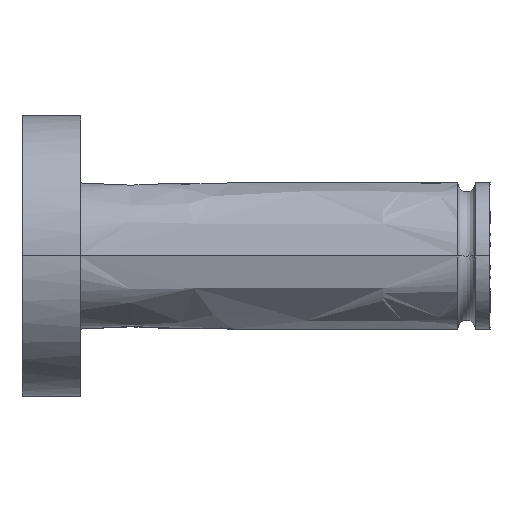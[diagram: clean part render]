
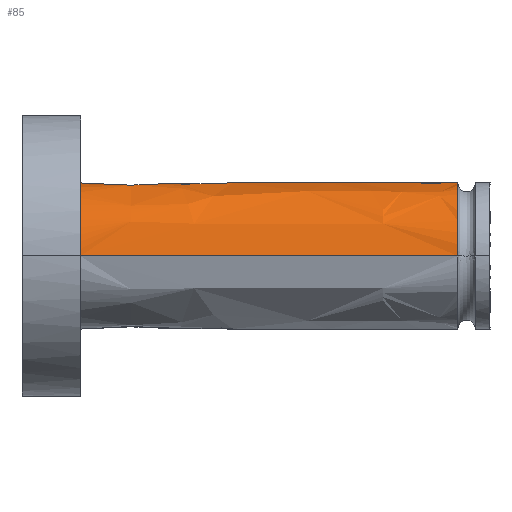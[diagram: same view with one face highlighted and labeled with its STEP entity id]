
A CAD part, left-side view. The second image highlights one B-rep face of the part: STEP entity #85.
In plain terms, the highlighted free-form (B-spline) face has degree [3, 1] with [4, 2] control points.
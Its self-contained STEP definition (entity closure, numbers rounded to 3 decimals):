
#13=(
BOUNDED_SURFACE()
B_SPLINE_SURFACE(3,1,((#947,#948),(#949,#950),(#951,#952),(#953,#954)),
 .UNSPECIFIED.,.F.,.F.,.F.)
B_SPLINE_SURFACE_WITH_KNOTS((4,4),(2,2),(0.,0.5),(0.,1.),
 .UNSPECIFIED.)
GEOMETRIC_REPRESENTATION_ITEM()
RATIONAL_B_SPLINE_SURFACE(((1.,1.),(0.333,0.333),
(0.333,0.333),(1.,1.)))
REPRESENTATION_ITEM('')
SURFACE()
);
#14=(
BOUNDED_SURFACE()
B_SPLINE_SURFACE(3,1,((#955,#956),(#957,#958),(#959,#960),(#961,#962)),
 .UNSPECIFIED.,.F.,.F.,.F.)
B_SPLINE_SURFACE_WITH_KNOTS((4,4),(2,2),(0.5,1.),(0.,1.),.UNSPECIFIED.)
GEOMETRIC_REPRESENTATION_ITEM()
RATIONAL_B_SPLINE_SURFACE(((1.,1.),(0.333,0.333),
(0.333,0.333),(1.,1.)))
REPRESENTATION_ITEM('')
SURFACE()
);
#85=ADVANCED_FACE('',(#111),#13,.T.);
#111=FACE_OUTER_BOUND('',#137,.T.);
#137=EDGE_LOOP('',(#169,#170,#171,#172,#173,#174));
#169=ORIENTED_EDGE('',*,*,#591,.T.);
#170=ORIENTED_EDGE('',*,*,#592,.T.);
#171=ORIENTED_EDGE('',*,*,#593,.T.);
#172=ORIENTED_EDGE('',*,*,#594,.T.);
#173=ORIENTED_EDGE('',*,*,#595,.T.);
#174=ORIENTED_EDGE('',*,*,#596,.T.);
#257=PCURVE('',#13,#345);
#258=PCURVE('',#13,#346);
#259=PCURVE('',#13,#347);
#260=PCURVE('',#13,#348);
#261=PCURVE('',#13,#349);
#262=PCURVE('',#13,#350);
#264=PCURVE('',#14,#352);
#266=PCURVE('',#14,#354);
#268=PCURVE('',#14,#356);
#345=DEFINITIONAL_REPRESENTATION('',(#433),#1818);
#346=DEFINITIONAL_REPRESENTATION('',(#435),#1818);
#347=DEFINITIONAL_REPRESENTATION('',(#436),#1818);
#348=DEFINITIONAL_REPRESENTATION('',(#437),#1818);
#349=DEFINITIONAL_REPRESENTATION('',(#438),#1818);
#350=DEFINITIONAL_REPRESENTATION('',(#439),#1818);
#352=DEFINITIONAL_REPRESENTATION('',(#441),#1818);
#354=DEFINITIONAL_REPRESENTATION('',(#443),#1818);
#356=DEFINITIONAL_REPRESENTATION('',(#446),#1818);
#433=B_SPLINE_CURVE_WITH_KNOTS('',1,(#971,#972),.UNSPECIFIED.,.F.,.F.,(2,
2),(0.,0.054),.UNSPECIFIED.);
#434=B_SPLINE_CURVE_WITH_KNOTS('',3,(#973,#974,#975,#976,#977,#978,#979,
#980,#981,#982),.UNSPECIFIED.,.F.,.F.,(4,2,2,2,4),(0.,0.125,0.25,0.375,
0.5),.UNSPECIFIED.);
#435=B_SPLINE_CURVE_WITH_KNOTS('',2,(#983,#984,#985,#986,#987,#988,#989,
#990,#991),.UNSPECIFIED.,.F.,.F.,(3,2,2,2,3),(0.,0.125,0.25,
0.375,0.5),.UNSPECIFIED.);
#436=B_SPLINE_CURVE_WITH_KNOTS('',1,(#994,#995),.UNSPECIFIED.,.F.,.F.,(2,
2),(0.24,1.),.UNSPECIFIED.);
#437=B_SPLINE_CURVE_WITH_KNOTS('',1,(#1000,#1001),.UNSPECIFIED.,.F.,.F.,
(2,2),(-0.5,0.),.UNSPECIFIED.);
#438=B_SPLINE_CURVE_WITH_KNOTS('',1,(#1004,#1005),.UNSPECIFIED.,.F.,.F.,
(2,2),(-1.,0.),.UNSPECIFIED.);
#439=B_SPLINE_CURVE_WITH_KNOTS('',1,(#1010,#1011),.UNSPECIFIED.,.F.,.F.,
(2,2),(0.,0.5),.UNSPECIFIED.);
#441=B_SPLINE_CURVE_WITH_KNOTS('',1,(#1018,#1019),.UNSPECIFIED.,.F.,.F.,
(2,2),(-1.,0.),.UNSPECIFIED.);
#443=B_SPLINE_CURVE_WITH_KNOTS('',1,(#1026,#1027),.UNSPECIFIED.,.F.,.F.,
(2,2),(0.24,1.),.UNSPECIFIED.);
#446=B_SPLINE_CURVE_WITH_KNOTS('',1,(#1051,#1052),.UNSPECIFIED.,.F.,.F.,
(2,2),(0.,0.054),.UNSPECIFIED.);
#523=SURFACE_CURVE('',#659,(#257,#268),.PCURVE_S1.);
#524=SURFACE_CURVE('',#434,(#258),.PCURVE_S1.);
#525=SURFACE_CURVE('',#660,(#259,#266),.PCURVE_S1.);
#526=SURFACE_CURVE('',#661,(#260),.PCURVE_S1.);
#527=SURFACE_CURVE('',#662,(#261,#264),.PCURVE_S1.);
#528=SURFACE_CURVE('',#663,(#262),.PCURVE_S1.);
#591=EDGE_CURVE('',#724,#723,#523,.T.);
#592=EDGE_CURVE('',#723,#725,#524,.T.);
#593=EDGE_CURVE('',#725,#726,#525,.T.);
#594=EDGE_CURVE('',#726,#722,#526,.T.);
#595=EDGE_CURVE('',#722,#721,#527,.T.);
#596=EDGE_CURVE('',#721,#724,#528,.T.);
#659=(
BOUNDED_CURVE()
B_SPLINE_CURVE(1,(#969,#970),.UNSPECIFIED.,.F.,.F.)
B_SPLINE_CURVE_WITH_KNOTS((2,2),(0.,0.054),.UNSPECIFIED.)
CURVE()
GEOMETRIC_REPRESENTATION_ITEM()
RATIONAL_B_SPLINE_CURVE((1.,1.))
REPRESENTATION_ITEM('')
);
#660=(
BOUNDED_CURVE()
B_SPLINE_CURVE(1,(#992,#993),.UNSPECIFIED.,.F.,.F.)
B_SPLINE_CURVE_WITH_KNOTS((2,2),(0.24,1.),.UNSPECIFIED.)
CURVE()
GEOMETRIC_REPRESENTATION_ITEM()
RATIONAL_B_SPLINE_CURVE((1.,1.))
REPRESENTATION_ITEM('')
);
#661=(
BOUNDED_CURVE()
B_SPLINE_CURVE(3,(#996,#997,#998,#999),.UNSPECIFIED.,.F.,.F.)
B_SPLINE_CURVE_WITH_KNOTS((4,4),(-0.5,0.),.UNSPECIFIED.)
CURVE()
GEOMETRIC_REPRESENTATION_ITEM()
RATIONAL_B_SPLINE_CURVE((1.,0.333,0.333,1.))
REPRESENTATION_ITEM('')
);
#662=(
BOUNDED_CURVE()
B_SPLINE_CURVE(1,(#1002,#1003),.UNSPECIFIED.,.F.,.F.)
B_SPLINE_CURVE_WITH_KNOTS((2,2),(-1.,0.),.UNSPECIFIED.)
CURVE()
GEOMETRIC_REPRESENTATION_ITEM()
RATIONAL_B_SPLINE_CURVE((1.,1.))
REPRESENTATION_ITEM('')
);
#663=(
BOUNDED_CURVE()
B_SPLINE_CURVE(3,(#1006,#1007,#1008,#1009),.UNSPECIFIED.,.F.,.F.)
B_SPLINE_CURVE_WITH_KNOTS((4,4),(0.,0.5),.UNSPECIFIED.)
CURVE()
GEOMETRIC_REPRESENTATION_ITEM()
RATIONAL_B_SPLINE_CURVE((1.,0.333,0.333,1.))
REPRESENTATION_ITEM('')
);
#721=VERTEX_POINT('',#963);
#722=VERTEX_POINT('',#964);
#723=VERTEX_POINT('',#965);
#724=VERTEX_POINT('',#966);
#725=VERTEX_POINT('',#967);
#726=VERTEX_POINT('',#968);
#947=CARTESIAN_POINT('',(-310.544,-34.5,40.));
#948=CARTESIAN_POINT('',(-310.544,30.,40.));
#949=CARTESIAN_POINT('',(-310.544,-34.5,65.));
#950=CARTESIAN_POINT('',(-310.544,30.,65.));
#951=CARTESIAN_POINT('',(-285.544,-34.5,65.));
#952=CARTESIAN_POINT('',(-285.544,30.,65.));
#953=CARTESIAN_POINT('',(-285.544,-34.5,40.));
#954=CARTESIAN_POINT('',(-285.544,30.,40.));
#955=CARTESIAN_POINT('',(-285.544,-34.5,40.));
#956=CARTESIAN_POINT('',(-285.544,30.,40.));
#957=CARTESIAN_POINT('',(-285.544,-34.5,15.));
#958=CARTESIAN_POINT('',(-285.544,30.,15.));
#959=CARTESIAN_POINT('',(-310.544,-34.5,15.));
#960=CARTESIAN_POINT('',(-310.544,30.,15.));
#961=CARTESIAN_POINT('',(-310.544,-34.5,40.));
#962=CARTESIAN_POINT('',(-310.544,30.,40.));
#963=CARTESIAN_POINT('',(-310.544,-34.5,40.));
#964=CARTESIAN_POINT('',(-310.544,30.,40.));
#965=CARTESIAN_POINT('',(-285.544,-31.,40.));
#966=CARTESIAN_POINT('',(-285.544,-34.5,40.));
#967=CARTESIAN_POINT('',(-285.544,-19.,40.));
#968=CARTESIAN_POINT('',(-285.544,30.,40.));
#969=CARTESIAN_POINT('',(-285.544,-34.5,40.));
#970=CARTESIAN_POINT('',(-285.544,-31.,40.));
#971=CARTESIAN_POINT('',(0.5,0.));
#972=CARTESIAN_POINT('',(0.5,0.054));
#973=CARTESIAN_POINT('',(-285.544,-31.,40.));
#974=CARTESIAN_POINT('',(-285.544,-31.,41.611));
#975=CARTESIAN_POINT('',(-285.891,-30.339,43.149));
#976=CARTESIAN_POINT('',(-286.686,-28.135,45.347));
#977=CARTESIAN_POINT('',(-287.08,-26.574,46.003));
#978=CARTESIAN_POINT('',(-287.077,-23.401,45.997));
#979=CARTESIAN_POINT('',(-286.681,-21.85,45.336));
#980=CARTESIAN_POINT('',(-285.892,-19.665,43.149));
#981=CARTESIAN_POINT('',(-285.545,-19.,41.584));
#982=CARTESIAN_POINT('',(-285.544,-19.,40.));
#983=CARTESIAN_POINT('',(0.5,0.054));
#984=CARTESIAN_POINT('',(0.453,0.054));
#985=CARTESIAN_POINT('',(0.425,0.082));
#986=CARTESIAN_POINT('',(0.398,0.108));
#987=CARTESIAN_POINT('',(0.398,0.147));
#988=CARTESIAN_POINT('',(0.398,0.186));
#989=CARTESIAN_POINT('',(0.426,0.213));
#990=CARTESIAN_POINT('',(0.453,0.24));
#991=CARTESIAN_POINT('',(0.5,0.24));
#992=CARTESIAN_POINT('',(-285.544,-19.,40.));
#993=CARTESIAN_POINT('',(-285.544,30.,40.));
#994=CARTESIAN_POINT('',(0.5,0.24));
#995=CARTESIAN_POINT('',(0.5,1.));
#996=CARTESIAN_POINT('',(-285.544,30.,40.));
#997=CARTESIAN_POINT('',(-285.544,30.,65.));
#998=CARTESIAN_POINT('',(-310.544,30.,65.));
#999=CARTESIAN_POINT('',(-310.544,30.,40.));
#1000=CARTESIAN_POINT('',(0.5,1.));
#1001=CARTESIAN_POINT('',(0.,1.));
#1002=CARTESIAN_POINT('',(-310.544,30.,40.));
#1003=CARTESIAN_POINT('',(-310.544,-34.5,40.));
#1004=CARTESIAN_POINT('',(0.,1.));
#1005=CARTESIAN_POINT('',(0.,0.));
#1006=CARTESIAN_POINT('',(-310.544,-34.5,40.));
#1007=CARTESIAN_POINT('',(-310.544,-34.5,65.));
#1008=CARTESIAN_POINT('',(-285.544,-34.5,65.));
#1009=CARTESIAN_POINT('',(-285.544,-34.5,40.));
#1010=CARTESIAN_POINT('',(0.,0.));
#1011=CARTESIAN_POINT('',(0.5,0.));
#1018=CARTESIAN_POINT('',(1.,1.));
#1019=CARTESIAN_POINT('',(1.,0.));
#1026=CARTESIAN_POINT('',(0.5,0.24));
#1027=CARTESIAN_POINT('',(0.5,1.));
#1051=CARTESIAN_POINT('',(0.5,0.));
#1052=CARTESIAN_POINT('',(0.5,0.054));
#1818=(
GEOMETRIC_REPRESENTATION_CONTEXT(2)
PARAMETRIC_REPRESENTATION_CONTEXT()
REPRESENTATION_CONTEXT('pspace','')
);
